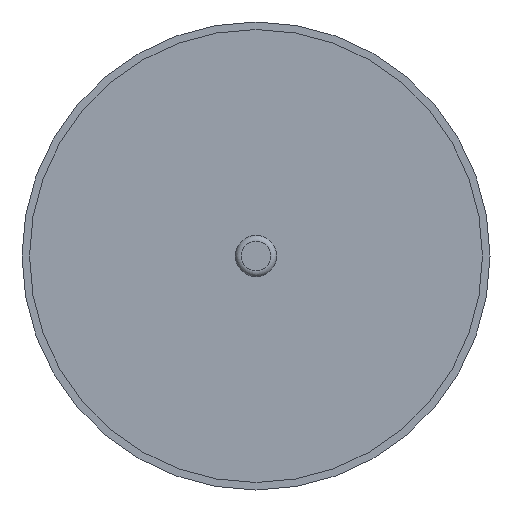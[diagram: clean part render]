
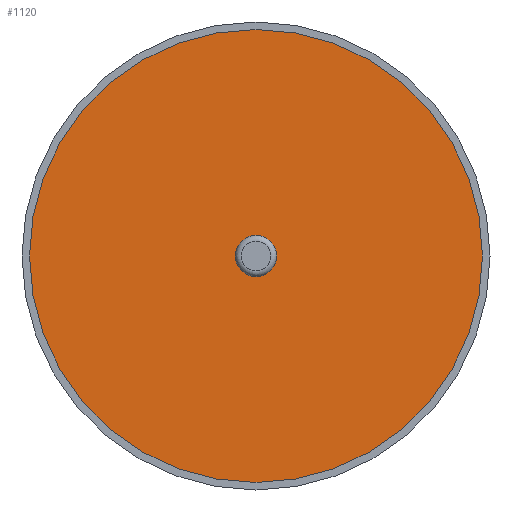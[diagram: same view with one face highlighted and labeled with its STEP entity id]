
A CAD part, front view. The second image highlights one B-rep face of the part: STEP entity #1120.
In plain terms, the highlighted planar face has unit normal (0, -1, 0).
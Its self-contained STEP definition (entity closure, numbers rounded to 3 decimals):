
#69=FACE_BOUND('',#313,.T.);
#121=PLANE('',#1273);
#239=FACE_OUTER_BOUND('',#312,.T.);
#312=EDGE_LOOP('',(#938,#939));
#313=EDGE_LOOP('',(#940));
#327=CIRCLE('',#1155,2.75);
#387=CIRCLE('',#1271,30.);
#388=CIRCLE('',#1272,30.);
#412=VERTEX_POINT('',#1643);
#494=VERTEX_POINT('',#2006);
#495=VERTEX_POINT('',#2007);
#518=EDGE_CURVE('',#412,#412,#327,.T.);
#646=EDGE_CURVE('',#494,#495,#387,.T.);
#647=EDGE_CURVE('',#495,#494,#388,.T.);
#938=ORIENTED_EDGE('',*,*,#646,.T.);
#939=ORIENTED_EDGE('',*,*,#647,.T.);
#940=ORIENTED_EDGE('',*,*,#518,.T.);
#1120=ADVANCED_FACE('',(#239,#69),#121,.T.);
#1155=AXIS2_PLACEMENT_3D('',#1645,#1317,#1318);
#1271=AXIS2_PLACEMENT_3D('',#2008,#1569,#1570);
#1272=AXIS2_PLACEMENT_3D('',#2009,#1571,#1572);
#1273=AXIS2_PLACEMENT_3D('',#2011,#1574,#1575);
#1317=DIRECTION('center_axis',(0.,1.,0.));
#1318=DIRECTION('ref_axis',(-1.,0.,0.));
#1569=DIRECTION('center_axis',(0.,-1.,0.));
#1570=DIRECTION('ref_axis',(1.,0.,0.));
#1571=DIRECTION('center_axis',(0.,-1.,0.));
#1572=DIRECTION('ref_axis',(1.,0.,0.));
#1574=DIRECTION('center_axis',(0.,-1.,0.));
#1575=DIRECTION('ref_axis',(0.,0.,-1.));
#1643=CARTESIAN_POINT('',(2.75,0.,0.));
#1645=CARTESIAN_POINT('Origin',(0.,0.,0.));
#2006=CARTESIAN_POINT('',(30.,0.,0.));
#2007=CARTESIAN_POINT('',(-30.,0.,0.));
#2008=CARTESIAN_POINT('Origin',(0.,0.,0.));
#2009=CARTESIAN_POINT('Origin',(0.,0.,0.));
#2011=CARTESIAN_POINT('Origin',(15.,0.,0.));
